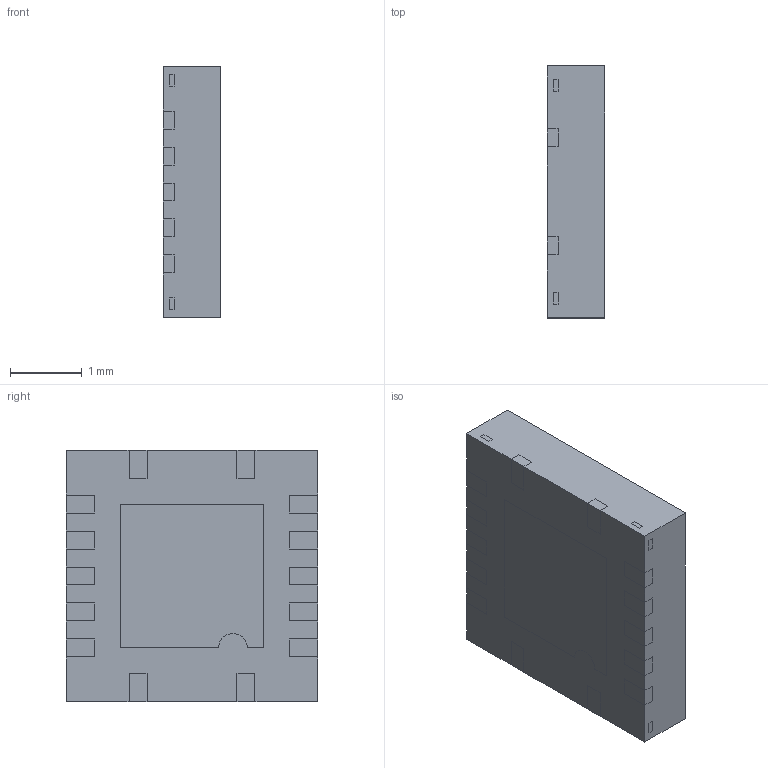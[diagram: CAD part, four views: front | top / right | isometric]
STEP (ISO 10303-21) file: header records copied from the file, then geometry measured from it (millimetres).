
FILE_DESCRIPTION(/* description */ ('Unknown'),/* implementation_level */ '2;1');
FILE_NAME(/* name */ 'DFN3535-14_STP',/* time_stamp */ '2020-10-15T15:44:28+08:00',/* author */ ('Unknown'),/* organization */ ('Unknown'),/* preprocessor_version */ 'ST-DEVELOPER v16.7',/* originating_system */ 'DEX',/* authorisation */ $);
FILE_SCHEMA (('AUTOMOTIVE_DESIGN {1 0 10303 214 3 1 1}'));
Length unit declared in the file: millimetre
Products named in the file (3): DFN3535-14; Compound; LDF
Assembly tree (2 placements, depth 2):
  DFN3535-14
    Compound
    LDF
Bounding box: 0.8 x 3.5 x 3.5 mm (x, y, z)
Volume: 9.8 mm3; surface area: 66.6 mm2
Topology: 16 solids, 16 shells, 499 faces, 1400 edges, 928 vertices
Faces by surface type: plane 409, cylinder 90
Entity records: 17815 total; most frequent: CARTESIAN_POINT 2830, ORIENTED_EDGE 2800, DIRECTION 2584, EDGE_CURVE 1400, LINE 1220, VECTOR 1220, VERTEX_POINT 928, AXIS2_PLACEMENT_3D 682
